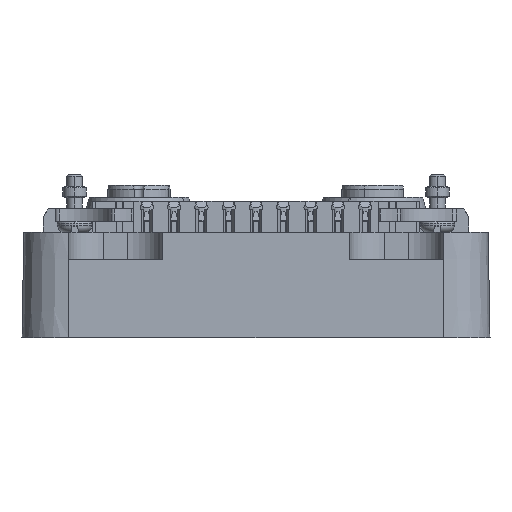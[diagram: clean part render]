
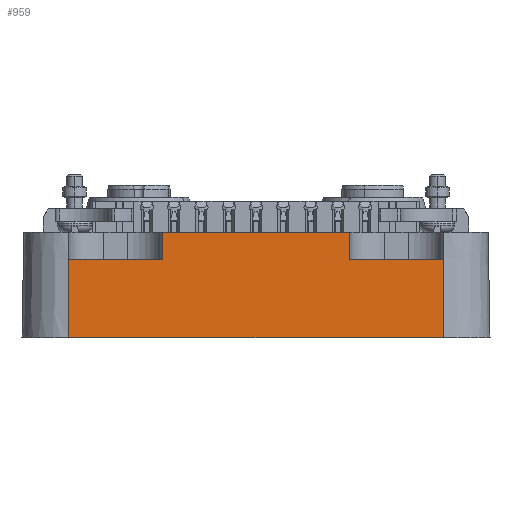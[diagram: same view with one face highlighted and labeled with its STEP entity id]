
A CAD part, front view. The second image highlights one B-rep face of the part: STEP entity #959.
In plain terms, the highlighted planar face has unit normal (0, -1, 0.018).
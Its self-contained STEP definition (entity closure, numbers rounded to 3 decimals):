
#907=AXIS2_PLACEMENT_3D('Plane Axis2P3D',#904,#905,#906) ;
#301=CARTESIAN_POINT('Vertex',(54.,0.,0.)) ;
#304=CARTESIAN_POINT('Line Origine',(30.,0.,0.)) ;
#308=CARTESIAN_POINT('Vertex',(6.,0.,0.)) ;
#884=CARTESIAN_POINT('Line Origine',(6.,0.118,6.75)) ;
#888=CARTESIAN_POINT('Vertex',(6.,0.175,10.)) ;
#904=CARTESIAN_POINT('Axis2P3D Location',(30.,0.,0.)) ;
#909=CARTESIAN_POINT('Line Origine',(54.,0.118,6.75)) ;
#913=CARTESIAN_POINT('Vertex',(54.,0.175,10.)) ;
#916=CARTESIAN_POINT('Line Origine',(30.,0.175,10.)) ;
#920=CARTESIAN_POINT('Vertex',(42.,0.175,10.)) ;
#923=CARTESIAN_POINT('Line Origine',(42.,0.118,6.75)) ;
#927=CARTESIAN_POINT('Vertex',(42.,0.236,13.5)) ;
#930=CARTESIAN_POINT('Line Origine',(30.,0.236,13.5)) ;
#934=CARTESIAN_POINT('Vertex',(18.,0.236,13.5)) ;
#937=CARTESIAN_POINT('Line Origine',(18.,0.118,6.75)) ;
#941=CARTESIAN_POINT('Vertex',(18.,0.175,10.)) ;
#944=CARTESIAN_POINT('Line Origine',(30.,0.175,10.)) ;
#305=DIRECTION('Vector Direction',(1.,0.,0.)) ;
#885=DIRECTION('Vector Direction',(0.,-0.017,-1.)) ;
#905=DIRECTION('Axis2P3D Direction',(0.,1.,-0.017)) ;
#906=DIRECTION('Axis2P3D XDirection',(1.,0.,0.)) ;
#910=DIRECTION('Vector Direction',(0.,-0.017,-1.)) ;
#917=DIRECTION('Vector Direction',(1.,0.,0.)) ;
#924=DIRECTION('Vector Direction',(0.,-0.017,-1.)) ;
#931=DIRECTION('Vector Direction',(1.,0.,0.)) ;
#938=DIRECTION('Vector Direction',(0.,-0.017,-1.)) ;
#945=DIRECTION('Vector Direction',(1.,0.,0.)) ;
#306=VECTOR('Line Direction',#305,1.) ;
#886=VECTOR('Line Direction',#885,1.) ;
#911=VECTOR('Line Direction',#910,1.) ;
#918=VECTOR('Line Direction',#917,1.) ;
#925=VECTOR('Line Direction',#924,1.) ;
#932=VECTOR('Line Direction',#931,1.) ;
#939=VECTOR('Line Direction',#938,1.) ;
#946=VECTOR('Line Direction',#945,1.) ;
#950=ORIENTED_EDGE('',*,*,#890,.F.) ;
#951=ORIENTED_EDGE('',*,*,#310,.F.) ;
#952=ORIENTED_EDGE('',*,*,#915,.T.) ;
#953=ORIENTED_EDGE('',*,*,#922,.T.) ;
#954=ORIENTED_EDGE('',*,*,#929,.F.) ;
#955=ORIENTED_EDGE('',*,*,#936,.F.) ;
#956=ORIENTED_EDGE('',*,*,#943,.T.) ;
#957=ORIENTED_EDGE('',*,*,#948,.F.) ;
#959=ADVANCED_FACE('33125_SAI-4-M-5P_M12_1-1.1\\SAI-4-M 5P M12 1-1.1\\Alt/neu.1\\Geh\X2\00E4\X0\use',(#958),#908,.F.) ;
#310=EDGE_CURVE('',#302,#309,#307,.F.) ;
#890=EDGE_CURVE('',#309,#889,#887,.F.) ;
#915=EDGE_CURVE('',#302,#914,#912,.F.) ;
#922=EDGE_CURVE('',#914,#921,#919,.F.) ;
#929=EDGE_CURVE('',#928,#921,#926,.T.) ;
#936=EDGE_CURVE('',#935,#928,#933,.T.) ;
#943=EDGE_CURVE('',#935,#942,#940,.T.) ;
#948=EDGE_CURVE('',#889,#942,#947,.T.) ;
#949=EDGE_LOOP('',(#950,#951,#952,#953,#954,#955,#956,#957)) ;
#958=FACE_OUTER_BOUND('',#949,.T.) ;
#307=LINE('Line',#304,#306) ;
#887=LINE('Line',#884,#886) ;
#912=LINE('Line',#909,#911) ;
#919=LINE('Line',#916,#918) ;
#926=LINE('Line',#923,#925) ;
#933=LINE('Line',#930,#932) ;
#940=LINE('Line',#937,#939) ;
#947=LINE('Line',#944,#946) ;
#908=PLANE('',#907) ;
#302=VERTEX_POINT('',#301) ;
#309=VERTEX_POINT('',#308) ;
#889=VERTEX_POINT('',#888) ;
#914=VERTEX_POINT('',#913) ;
#921=VERTEX_POINT('',#920) ;
#928=VERTEX_POINT('',#927) ;
#935=VERTEX_POINT('',#934) ;
#942=VERTEX_POINT('',#941) ;
